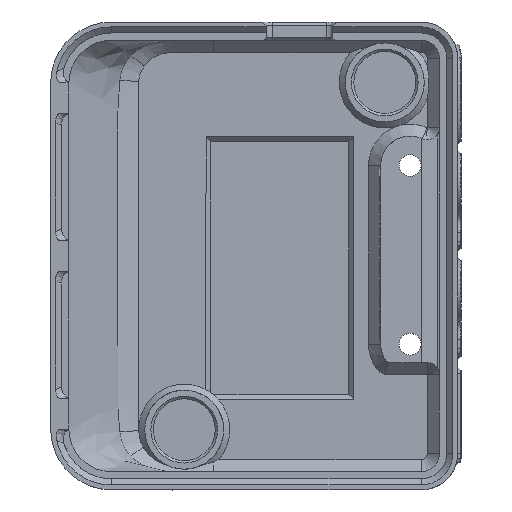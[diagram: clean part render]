
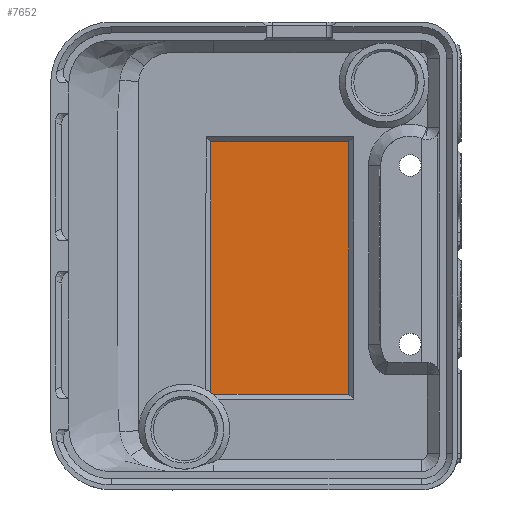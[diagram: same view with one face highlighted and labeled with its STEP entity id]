
A CAD part, top view. The second image highlights one B-rep face of the part: STEP entity #7652.
In plain terms, the highlighted planar face has unit normal (0, 0, 1).
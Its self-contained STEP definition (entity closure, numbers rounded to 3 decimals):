
#238=B_SPLINE_CURVE_WITH_KNOTS('',3,(#14369,#14370,#14371,#14372),
 .UNSPECIFIED.,.F.,.F.,(4,4),(9.411,13.537),
 .UNSPECIFIED.);
#644=CIRCLE('',#7991,7.5);
#980=FACE_OUTER_BOUND('',#1449,.T.);
#1449=EDGE_LOOP('',(#6351,#6352,#6353,#6354,#6355));
#2120=LINE('',#14481,#2809);
#2121=LINE('',#14484,#2810);
#2123=LINE('',#14487,#2812);
#2809=VECTOR('',#9324,10.);
#2810=VECTOR('',#9327,10.);
#2812=VECTOR('',#9331,10.);
#3367=VERTEX_POINT('',#12537);
#3368=VERTEX_POINT('',#12539);
#3524=VERTEX_POINT('',#14368);
#3542=VERTEX_POINT('',#14479);
#3543=VERTEX_POINT('',#14483);
#4190=EDGE_CURVE('',#3368,#3367,#644,.T.);
#4491=EDGE_CURVE('',#3368,#3524,#238,.T.);
#4518=EDGE_CURVE('',#3542,#3367,#2120,.T.);
#4519=EDGE_CURVE('',#3524,#3543,#2121,.T.);
#4521=EDGE_CURVE('',#3543,#3542,#2123,.T.);
#6351=ORIENTED_EDGE('',*,*,#4190,.T.);
#6352=ORIENTED_EDGE('',*,*,#4518,.F.);
#6353=ORIENTED_EDGE('',*,*,#4521,.F.);
#6354=ORIENTED_EDGE('',*,*,#4519,.F.);
#6355=ORIENTED_EDGE('',*,*,#4491,.F.);
#7304=PLANE('',#8118);
#7652=ADVANCED_FACE('',(#980),#7304,.T.);
#7991=AXIS2_PLACEMENT_3D('',#12540,#8828,#8829);
#8118=AXIS2_PLACEMENT_3D('',#14488,#9332,#9333);
#8828=DIRECTION('center_axis',(0.,0.,
-1.));
#8829=DIRECTION('ref_axis',(1.,0.,0.));
#9324=DIRECTION('',(-1.,0.,0.));
#9327=DIRECTION('',(1.,0.,0.));
#9331=DIRECTION('',(0.,-1.,0.));
#9332=DIRECTION('center_axis',(0.,0.,
1.));
#9333=DIRECTION('ref_axis',(1.,0.,0.));
#12537=CARTESIAN_POINT('',(-0.097,-107.006,31.083));
#12539=CARTESIAN_POINT('',(-0.452,-106.737,31.083));
#12540=CARTESIAN_POINT('Origin',(-4.801,-112.847,31.083));
#14368=CARTESIAN_POINT('',(-0.416,-65.46,31.083));
#14369=CARTESIAN_POINT('Ctrl Pts',(-0.452,-106.737,
31.083));
#14370=CARTESIAN_POINT('Ctrl Pts',(-0.44,-92.935,
31.083));
#14371=CARTESIAN_POINT('Ctrl Pts',(-0.428,-79.176,
31.083));
#14372=CARTESIAN_POINT('Ctrl Pts',(-0.416,-65.46,
31.083));
#14479=CARTESIAN_POINT('',(22.263,-107.006,31.083));
#14481=CARTESIAN_POINT('',(17.631,-107.006,31.083));
#14483=CARTESIAN_POINT('',(22.254,-65.461,31.083));
#14484=CARTESIAN_POINT('',(5.493,-65.46,31.083));
#14487=CARTESIAN_POINT('',(22.256,-74.464,31.083));
#14488=CARTESIAN_POINT('Origin',(12.199,-84.268,31.083));
